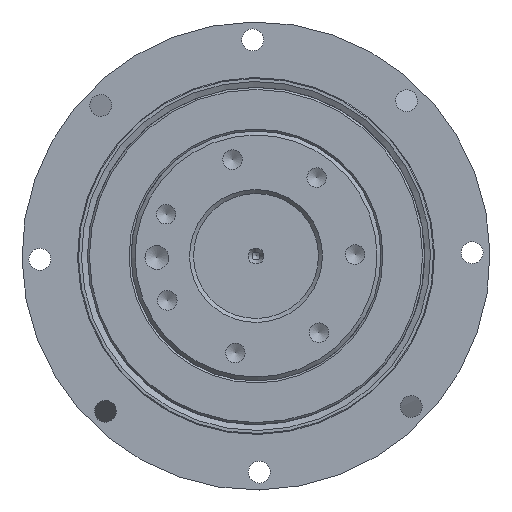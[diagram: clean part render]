
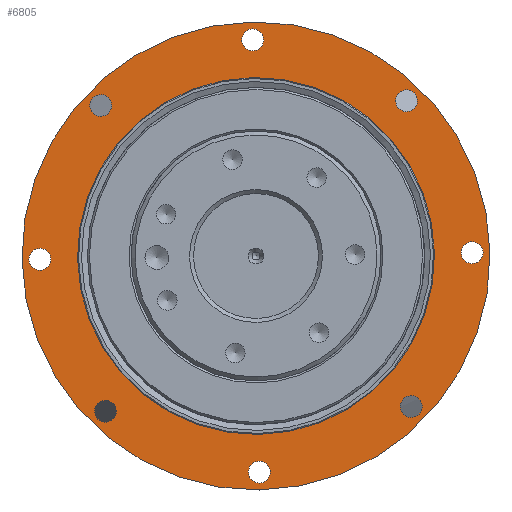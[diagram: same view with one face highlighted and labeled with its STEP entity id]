
A CAD part, left-side view. The second image highlights one B-rep face of the part: STEP entity #6805.
In plain terms, the highlighted planar face has unit normal (-1, 0, 0).
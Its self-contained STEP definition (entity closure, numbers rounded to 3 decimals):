
#1020=PLANE('',#7553);
#1248=FACE_BOUND('',#2285,.T.);
#1249=FACE_BOUND('',#2286,.T.);
#1250=FACE_BOUND('',#2287,.T.);
#1251=FACE_BOUND('',#2288,.T.);
#1252=FACE_BOUND('',#2289,.T.);
#1253=FACE_BOUND('',#2290,.T.);
#1254=FACE_BOUND('',#2291,.T.);
#1255=FACE_BOUND('',#2292,.T.);
#1256=FACE_BOUND('',#2293,.T.);
#1667=FACE_OUTER_BOUND('',#2284,.T.);
#2284=EDGE_LOOP('',(#5498));
#2285=EDGE_LOOP('',(#5499));
#2286=EDGE_LOOP('',(#5500));
#2287=EDGE_LOOP('',(#5501));
#2288=EDGE_LOOP('',(#5502));
#2289=EDGE_LOOP('',(#5503));
#2290=EDGE_LOOP('',(#5504));
#2291=EDGE_LOOP('',(#5505));
#2292=EDGE_LOOP('',(#5506));
#2293=EDGE_LOOP('',(#5507));
#2860=CIRCLE('',#7552,59.);
#2861=CIRCLE('',#7554,2.75);
#2862=CIRCLE('',#7555,2.75);
#2863=CIRCLE('',#7556,2.75);
#2864=CIRCLE('',#7557,2.75);
#2865=CIRCLE('',#7558,2.75);
#2866=CIRCLE('',#7559,2.75);
#2867=CIRCLE('',#7560,2.75);
#2868=CIRCLE('',#7561,2.75);
#2869=CIRCLE('',#7562,45.);
#3398=VERTEX_POINT('',#11606);
#3399=VERTEX_POINT('',#11609);
#3400=VERTEX_POINT('',#11611);
#3401=VERTEX_POINT('',#11613);
#3402=VERTEX_POINT('',#11615);
#3403=VERTEX_POINT('',#11617);
#3404=VERTEX_POINT('',#11619);
#3405=VERTEX_POINT('',#11621);
#3406=VERTEX_POINT('',#11623);
#3407=VERTEX_POINT('',#11625);
#4161=EDGE_CURVE('',#3398,#3398,#2860,.T.);
#4162=EDGE_CURVE('',#3399,#3399,#2861,.T.);
#4163=EDGE_CURVE('',#3400,#3400,#2862,.T.);
#4164=EDGE_CURVE('',#3401,#3401,#2863,.T.);
#4165=EDGE_CURVE('',#3402,#3402,#2864,.T.);
#4166=EDGE_CURVE('',#3403,#3403,#2865,.T.);
#4167=EDGE_CURVE('',#3404,#3404,#2866,.T.);
#4168=EDGE_CURVE('',#3405,#3405,#2867,.T.);
#4169=EDGE_CURVE('',#3406,#3406,#2868,.T.);
#4170=EDGE_CURVE('',#3407,#3407,#2869,.T.);
#5498=ORIENTED_EDGE('',*,*,#4161,.F.);
#5499=ORIENTED_EDGE('',*,*,#4162,.T.);
#5500=ORIENTED_EDGE('',*,*,#4163,.T.);
#5501=ORIENTED_EDGE('',*,*,#4164,.T.);
#5502=ORIENTED_EDGE('',*,*,#4165,.T.);
#5503=ORIENTED_EDGE('',*,*,#4166,.T.);
#5504=ORIENTED_EDGE('',*,*,#4167,.T.);
#5505=ORIENTED_EDGE('',*,*,#4168,.T.);
#5506=ORIENTED_EDGE('',*,*,#4169,.T.);
#5507=ORIENTED_EDGE('',*,*,#4170,.T.);
#6805=ADVANCED_FACE('',(#1667,#1248,#1249,#1250,#1251,#1252,#1253,#1254,
#1255,#1256),#1020,.T.);
#7552=AXIS2_PLACEMENT_3D('',#11607,#9124,#9125);
#7553=AXIS2_PLACEMENT_3D('',#11608,#9126,#9127);
#7554=AXIS2_PLACEMENT_3D('',#11610,#9128,#9129);
#7555=AXIS2_PLACEMENT_3D('',#11612,#9130,#9131);
#7556=AXIS2_PLACEMENT_3D('',#11614,#9132,#9133);
#7557=AXIS2_PLACEMENT_3D('',#11616,#9134,#9135);
#7558=AXIS2_PLACEMENT_3D('',#11618,#9136,#9137);
#7559=AXIS2_PLACEMENT_3D('',#11620,#9138,#9139);
#7560=AXIS2_PLACEMENT_3D('',#11622,#9140,#9141);
#7561=AXIS2_PLACEMENT_3D('',#11624,#9142,#9143);
#7562=AXIS2_PLACEMENT_3D('',#11626,#9144,#9145);
#9124=DIRECTION('center_axis',(1.,0.,0.));
#9125=DIRECTION('ref_axis',(0.,-0.015,-1.));
#9126=DIRECTION('center_axis',(-1.,0.,0.));
#9127=DIRECTION('ref_axis',(0.,0.015,1.));
#9128=DIRECTION('center_axis',(1.,0.,0.));
#9129=DIRECTION('ref_axis',(0.,-0.718,-0.696));
#9130=DIRECTION('center_axis',(1.,0.,0.));
#9131=DIRECTION('ref_axis',(0.,-1.,0.015));
#9132=DIRECTION('center_axis',(1.,0.,0.));
#9133=DIRECTION('ref_axis',(0.,-0.696,0.718));
#9134=DIRECTION('center_axis',(1.,0.,0.));
#9135=DIRECTION('ref_axis',(0.,0.015,1.));
#9136=DIRECTION('center_axis',(1.,0.,0.));
#9137=DIRECTION('ref_axis',(0.,0.718,0.696));
#9138=DIRECTION('center_axis',(1.,0.,0.));
#9139=DIRECTION('ref_axis',(0.,1.,-0.015));
#9140=DIRECTION('center_axis',(1.,0.,0.));
#9141=DIRECTION('ref_axis',(0.,0.696,-0.718));
#9142=DIRECTION('center_axis',(1.,0.,0.));
#9143=DIRECTION('ref_axis',(0.,-0.015,-1.));
#9144=DIRECTION('center_axis',(1.,0.,0.));
#9145=DIRECTION('ref_axis',(0.,-0.015,-1.));
#11606=CARTESIAN_POINT('',(-3.72,-36.079,-12.337));
#11607=CARTESIAN_POINT('Origin',(-3.72,-95.072,-11.434));
#11608=CARTESIAN_POINT('Origin',(-3.72,-36.079,-12.337));
#11609=CARTESIAN_POINT('',(-3.72,-55.155,-48.642));
#11610=CARTESIAN_POINT('Origin',(-3.72,-57.129,-50.557));
#11611=CARTESIAN_POINT('',(-3.72,-93.157,-65.969));
#11612=CARTESIAN_POINT('Origin',(-3.72,-95.907,-65.927));
#11613=CARTESIAN_POINT('',(-3.72,-132.28,-51.35));
#11614=CARTESIAN_POINT('Origin',(-3.72,-134.195,-49.376));
#11615=CARTESIAN_POINT('',(-3.72,-149.608,-13.349));
#11616=CARTESIAN_POINT('Origin',(-3.72,-149.566,-10.599));
#11617=CARTESIAN_POINT('',(-3.72,-134.989,25.775));
#11618=CARTESIAN_POINT('Origin',(-3.72,-133.015,27.689));
#11619=CARTESIAN_POINT('',(-3.72,-96.987,43.102));
#11620=CARTESIAN_POINT('Origin',(-3.72,-94.237,43.06));
#11621=CARTESIAN_POINT('',(-3.72,-57.864,28.483));
#11622=CARTESIAN_POINT('Origin',(-3.72,-55.949,26.509));
#11623=CARTESIAN_POINT('',(-3.72,-40.536,-9.518));
#11624=CARTESIAN_POINT('Origin',(-3.72,-40.578,-12.268));
#11625=CARTESIAN_POINT('',(-3.72,-50.077,-12.123));
#11626=CARTESIAN_POINT('Origin',(-3.72,-95.072,-11.434));
